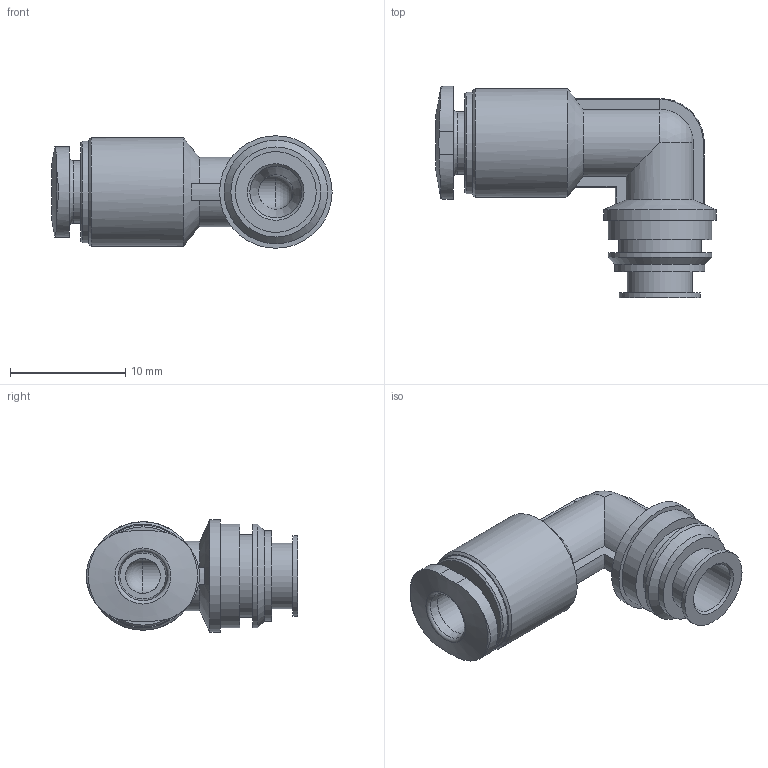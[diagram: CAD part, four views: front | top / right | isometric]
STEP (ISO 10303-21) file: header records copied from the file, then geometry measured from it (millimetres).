
FILE_DESCRIPTION(/* description */ ('STEP AP214'),/* implementation_level */ '2;1');
FILE_NAME(/* name */ '132601_QSPLK10-4',/* time_stamp */ '2024-09-14T14:33:22+02:00',/* author */ ('License CC BY-ND 4.0'),/* organization */ ('CADENAS'),/* preprocessor_version */ 'ST-DEVELOPER v19.3',/* originating_system */ 'PARTsolutions',/* authorisation */ ' ');
FILE_SCHEMA (('AUTOMOTIVE_DESIGN {1 0 10303 214 3 1 1}'));
Length unit declared in the file: millimetre
Products named in the file (1): 132601 QSPLK10-4
Bounding box: 24.27 x 18.3 x 9.75 mm (x, y, z)
Volume: 1186.2 mm3; surface area: 1480.8 mm2
Topology: 1 solids, 1 shells, 60 faces, 137 edges, 86 vertices
Faces by surface type: cylinder 24, plane 20, cone 9, torus 4, sphere 3
Full cylindrical faces by diameter (mm): 3 x2, 4 x1, 4.5 x1, 5.4 x1, 5.65 x1, 7 x1, 7.15 x1, 7.8 x1, 8.8 x1, 8.97 x2, 9.4 x1, 9.75 x1
Entity records: 1997 total; most frequent: CARTESIAN_POINT 304, DIRECTION 274, ORIENTED_EDGE 214, AXIS2_PLACEMENT_3D 124, EDGE_CURVE 107, EDGE_LOOP 95, FACE_BOUND 95, VERTEX_POINT 82
